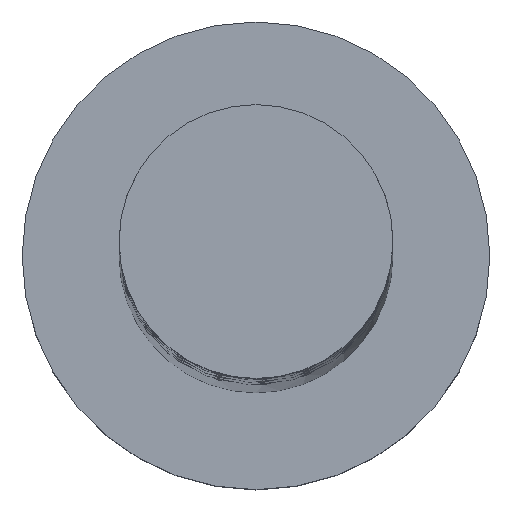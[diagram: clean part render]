
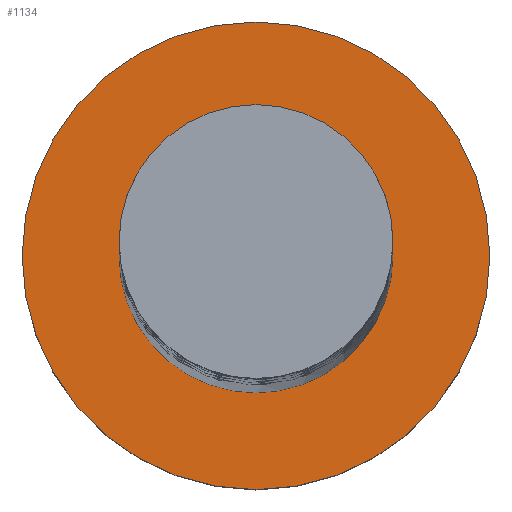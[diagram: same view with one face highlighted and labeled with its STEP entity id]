
A CAD part, top view. The second image highlights one B-rep face of the part: STEP entity #1134.
In plain terms, the highlighted planar face has unit normal (0, 0, 1).
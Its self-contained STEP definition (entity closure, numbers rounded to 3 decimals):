
#18 = CIRCLE ( 'NONE', #1072, 7. ) ;
#251 = EDGE_LOOP ( 'NONE', ( #1581, #1814 ) ) ;
#304 = DIRECTION ( 'NONE',  ( 0., 0., 1. ) ) ;
#307 = CARTESIAN_POINT ( 'NONE',  ( 4.1, 0., 5. ) ) ;
#403 = AXIS2_PLACEMENT_3D ( 'NONE', #1480, #1767, #763 ) ;
#419 = CARTESIAN_POINT ( 'NONE',  ( 7., 0., 5. ) ) ;
#474 = PLANE ( 'NONE',  #1328 ) ;
#477 = VERTEX_POINT ( 'NONE', #1539 ) ;
#495 = CIRCLE ( 'NONE', #1687, 4.1 ) ;
#605 = FACE_OUTER_BOUND ( 'NONE', #1532, .T. ) ;
#607 = CIRCLE ( 'NONE', #403, 7. ) ;
#637 = CARTESIAN_POINT ( 'NONE',  ( 0., 0., 5. ) ) ;
#685 = DIRECTION ( 'NONE',  ( 0., 0., 1. ) ) ;
#762 = AXIS2_PLACEMENT_3D ( 'NONE', #1593, #685, #1436 ) ;
#763 = DIRECTION ( 'NONE',  ( 1., 0., 0. ) ) ;
#806 = EDGE_CURVE ( 'NONE', #477, #1568, #607, .T. ) ;
#839 = EDGE_CURVE ( 'NONE', #1568, #477, #18, .T. ) ;
#926 = CARTESIAN_POINT ( 'NONE',  ( -4.1, 0., 5. ) ) ;
#928 = EDGE_CURVE ( 'NONE', #1681, #1435, #495, .T. ) ;
#957 = CIRCLE ( 'NONE', #762, 4.1 ) ;
#1055 = DIRECTION ( 'NONE',  ( 0., 0., 1. ) ) ;
#1057 = DIRECTION ( 'NONE',  ( 0., 0., 1. ) ) ;
#1072 = AXIS2_PLACEMENT_3D ( 'NONE', #1093, #1057, #1658 ) ;
#1082 = DIRECTION ( 'NONE',  ( 1., 0., 0. ) ) ;
#1093 = CARTESIAN_POINT ( 'NONE',  ( 0., 0., 5. ) ) ;
#1134 = ADVANCED_FACE ( 'NONE', ( #1514, #605 ), #474, .T. ) ;
#1165 = DIRECTION ( 'NONE',  ( 1., 0., 0. ) ) ;
#1328 = AXIS2_PLACEMENT_3D ( 'NONE', #637, #1055, #1082 ) ;
#1384 = ORIENTED_EDGE ( 'NONE', *, *, #806, .T. ) ;
#1390 = EDGE_CURVE ( 'NONE', #1435, #1681, #957, .T. ) ;
#1431 = CARTESIAN_POINT ( 'NONE',  ( 0., 0., 5. ) ) ;
#1435 = VERTEX_POINT ( 'NONE', #307 ) ;
#1436 = DIRECTION ( 'NONE',  ( 1., 0., 0. ) ) ;
#1480 = CARTESIAN_POINT ( 'NONE',  ( 0., 0., 5. ) ) ;
#1514 = FACE_BOUND ( 'NONE', #251, .T. ) ;
#1532 = EDGE_LOOP ( 'NONE', ( #1384, #1590 ) ) ;
#1539 = CARTESIAN_POINT ( 'NONE',  ( -7., 0., 5. ) ) ;
#1568 = VERTEX_POINT ( 'NONE', #419 ) ;
#1581 = ORIENTED_EDGE ( 'NONE', *, *, #928, .F. ) ;
#1590 = ORIENTED_EDGE ( 'NONE', *, *, #839, .T. ) ;
#1593 = CARTESIAN_POINT ( 'NONE',  ( 0., 0., 5. ) ) ;
#1658 = DIRECTION ( 'NONE',  ( 1., 0., 0. ) ) ;
#1681 = VERTEX_POINT ( 'NONE', #926 ) ;
#1687 = AXIS2_PLACEMENT_3D ( 'NONE', #1431, #304, #1165 ) ;
#1767 = DIRECTION ( 'NONE',  ( 0., 0., 1. ) ) ;
#1814 = ORIENTED_EDGE ( 'NONE', *, *, #1390, .F. ) ;
